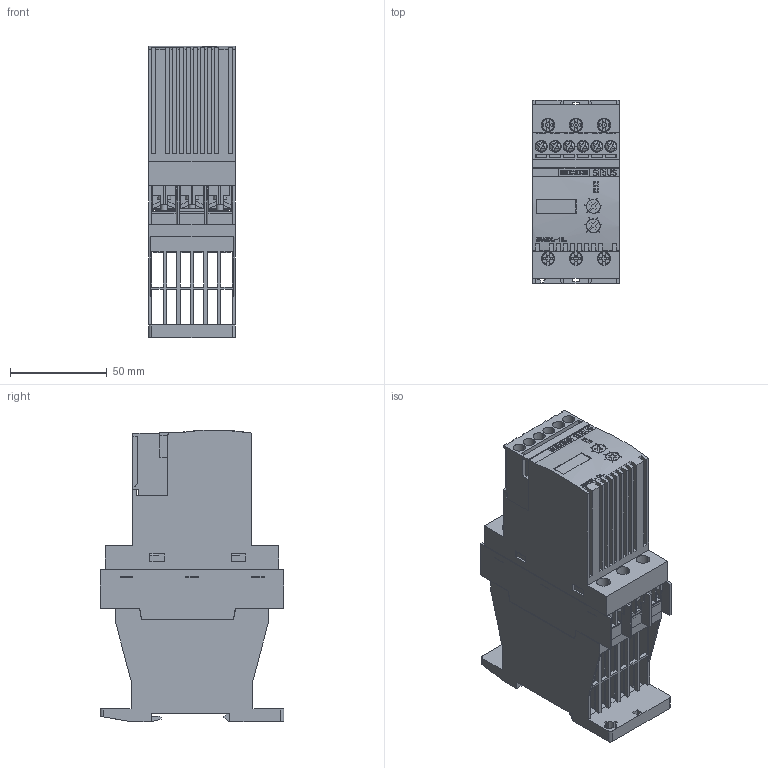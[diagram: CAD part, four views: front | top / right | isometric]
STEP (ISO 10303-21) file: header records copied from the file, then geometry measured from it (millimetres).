
FILE_DESCRIPTION(('STEP AP214'),'1');
FILE_NAME('cctmp_67D64C29-7E93-4043-B5E7-602A3732700A_2023_07_21_11_39_53_0211..stp','2023-07-21T09:39:54',('SIEMENS A&D'),('CADClick - www.CADClick.com'),'Spatial InterOp 3D postprocessed',' ','unknown authorization');
FILE_SCHEMA(('AUTOMOTIVE_DESIGN'));
Length unit declared in the file: millimetre
Products named in the file (6): cc_unnamed; 2023_07_21_11_39_53_0133; 2023_07_21_11_39_53_0102; 2023_07_21_11_39_53_0070; 2023_07_21_11_39_53_0053; 2023_07_21_11_39_53_0022
Assembly tree (5 placements, depth 2):
  cc_unnamed
    2023_07_21_11_39_53_0133
    2023_07_21_11_39_53_0102
    2023_07_21_11_39_53_0070
    2023_07_21_11_39_53_0053
    2023_07_21_11_39_53_0022
Bounding box: 45.1 x 94.8 x 150.8 mm (x, y, z)
Volume: 266107.4 mm3; surface area: 140936.9 mm2
Topology: 5 solids, 7 shells, 2036 faces, 5935 edges, 3923 vertices
Faces by surface type: plane 1716, cylinder 224, torus 48, cone 36, sphere 12
Entity records: 74357 total; most frequent: CARTESIAN_POINT 13018, ORIENTED_EDGE 11870, DIRECTION 11004, EDGE_CURVE 5935, LINE 4698, VECTOR 4698, VERTEX_POINT 3923, AXIS2_PLACEMENT_3D 3153
